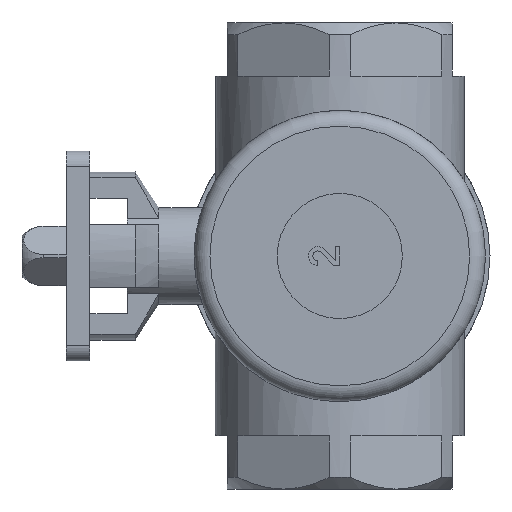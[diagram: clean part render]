
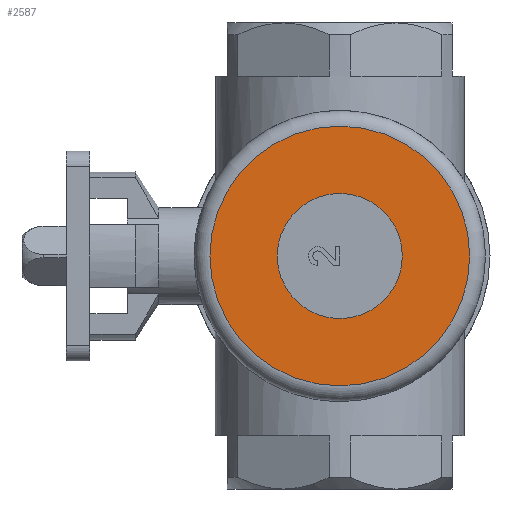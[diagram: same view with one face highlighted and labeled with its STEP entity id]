
A CAD part, left-side view. The second image highlights one B-rep face of the part: STEP entity #2587.
In plain terms, the highlighted planar face has unit normal (-1, 0, 0).
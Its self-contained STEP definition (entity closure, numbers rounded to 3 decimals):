
#242=CIRCLE('',#2848,41.5);
#243=CIRCLE('',#2850,20.);
#608=ORIENTED_EDGE('',*,*,#1290,.F.);
#609=ORIENTED_EDGE('',*,*,#1291,.T.);
#1290=EDGE_CURVE('',#1614,#1614,#242,.T.);
#1291=EDGE_CURVE('',#1615,#1615,#243,.T.);
#1614=VERTEX_POINT('',#4492);
#1615=VERTEX_POINT('',#4495);
#2113=EDGE_LOOP('',(#608));
#2114=EDGE_LOOP('',(#609));
#2324=FACE_BOUND('',#2113,.T.);
#2325=FACE_BOUND('',#2114,.T.);
#2488=PLANE('',#2849);
#2587=ADVANCED_FACE('',(#2324,#2325),#2488,.F.);
#2848=AXIS2_PLACEMENT_3D('',#4491,#3416,#3417);
#2849=AXIS2_PLACEMENT_3D('',#4493,#3418,#3419);
#2850=AXIS2_PLACEMENT_3D('',#4494,#3420,#3421);
#3416=DIRECTION('',(1.,0.,0.));
#3417=DIRECTION('',(0.,0.,-1.));
#3418=DIRECTION('',(1.,0.,0.));
#3419=DIRECTION('',(0.,0.,-1.));
#3420=DIRECTION('',(1.,0.,0.));
#3421=DIRECTION('',(0.,0.,-1.));
#4491=CARTESIAN_POINT('',(-50.5,0.,0.));
#4492=CARTESIAN_POINT('',(-50.5,0.,-41.5));
#4493=CARTESIAN_POINT('',(-50.5,0.,0.));
#4494=CARTESIAN_POINT('',(-50.5,0.,0.));
#4495=CARTESIAN_POINT('',(-50.5,0.,-20.));
